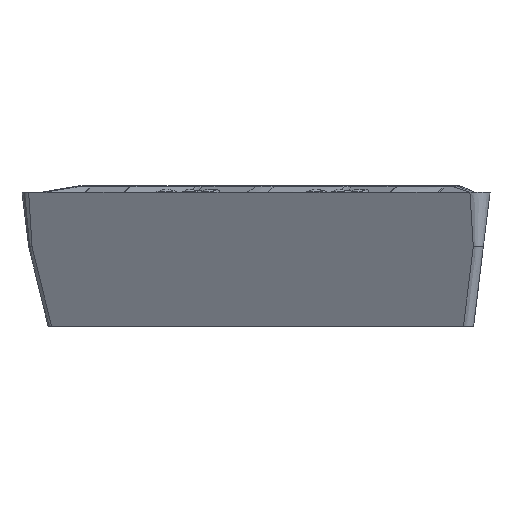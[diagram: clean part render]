
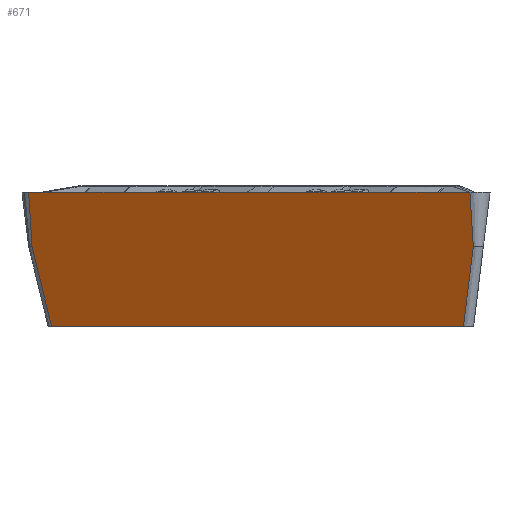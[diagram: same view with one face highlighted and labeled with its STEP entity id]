
A CAD part, left-side view. The second image highlights one B-rep face of the part: STEP entity #671.
In plain terms, the highlighted planar face has unit normal (-0.86, 0.496, -0.122).
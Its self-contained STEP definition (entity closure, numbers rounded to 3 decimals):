
#124=PLANE('',#3968);
#404=FACE_OUTER_BOUND('',#1053,.T.);
#646=(
BOUNDED_CURVE()
B_SPLINE_CURVE(3,(#6581,#6582,#6583,#6584),.UNSPECIFIED.,.F.,.F.)
B_SPLINE_CURVE_WITH_KNOTS((4,4),(0.,1.),.UNSPECIFIED.)
CURVE()
GEOMETRIC_REPRESENTATION_ITEM()
RATIONAL_B_SPLINE_CURVE((1.,1.,1.,1.))
REPRESENTATION_ITEM('')
);
#648=(
BOUNDED_CURVE()
B_SPLINE_CURVE(3,(#6602,#6603,#6604,#6605),.UNSPECIFIED.,.F.,.F.)
B_SPLINE_CURVE_WITH_KNOTS((4,4),(0.,1.),.UNSPECIFIED.)
CURVE()
GEOMETRIC_REPRESENTATION_ITEM()
RATIONAL_B_SPLINE_CURVE((1.,1.,1.,1.))
REPRESENTATION_ITEM('')
);
#671=ADVANCED_FACE('',(#404),#124,.T.);
#945=LINE('',#6529,#996);
#952=LINE('',#6633,#1003);
#953=LINE('',#6635,#1004);
#996=VECTOR('',#4211,1.);
#1003=VECTOR('',#4224,1.);
#1004=VECTOR('',#4227,1.);
#1053=EDGE_LOOP('',(#1541,#1542,#1543,#1544,#1545,#1546,#1547,#1548,#1549,
#1550,#1551,#1552,#1553));
#1541=ORIENTED_EDGE('',*,*,#3111,.T.);
#1542=ORIENTED_EDGE('',*,*,#3123,.F.);
#1543=ORIENTED_EDGE('',*,*,#3131,.T.);
#1544=ORIENTED_EDGE('',*,*,#2953,.F.);
#1545=ORIENTED_EDGE('',*,*,#2952,.F.);
#1546=ORIENTED_EDGE('',*,*,#2951,.F.);
#1547=ORIENTED_EDGE('',*,*,#2950,.F.);
#1548=ORIENTED_EDGE('',*,*,#2949,.F.);
#1549=ORIENTED_EDGE('',*,*,#2948,.F.);
#1550=ORIENTED_EDGE('',*,*,#2947,.F.);
#1551=ORIENTED_EDGE('',*,*,#2946,.F.);
#1552=ORIENTED_EDGE('',*,*,#3130,.F.);
#1553=ORIENTED_EDGE('',*,*,#3121,.F.);
#2539=VERTEX_POINT('',#4699);
#2561=VERTEX_POINT('',#4805);
#2562=VERTEX_POINT('',#4810);
#2563=VERTEX_POINT('',#4815);
#2564=VERTEX_POINT('',#4820);
#2565=VERTEX_POINT('',#4825);
#2566=VERTEX_POINT('',#4830);
#2567=VERTEX_POINT('',#4835);
#2568=VERTEX_POINT('',#4840);
#2726=VERTEX_POINT('',#6530);
#2727=VERTEX_POINT('',#6531);
#2732=VERTEX_POINT('',#6571);
#2736=VERTEX_POINT('',#6601);
#2946=EDGE_CURVE('',#2561,#2562,#3568,.T.);
#2947=EDGE_CURVE('',#2562,#2563,#3569,.T.);
#2948=EDGE_CURVE('',#2563,#2564,#3570,.T.);
#2949=EDGE_CURVE('',#2564,#2565,#3571,.T.);
#2950=EDGE_CURVE('',#2565,#2566,#3572,.T.);
#2951=EDGE_CURVE('',#2566,#2567,#3573,.T.);
#2952=EDGE_CURVE('',#2567,#2568,#3574,.T.);
#2953=EDGE_CURVE('',#2568,#2539,#3575,.T.);
#3111=EDGE_CURVE('',#2726,#2727,#945,.T.);
#3121=EDGE_CURVE('',#2726,#2732,#646,.T.);
#3123=EDGE_CURVE('',#2736,#2727,#648,.T.);
#3130=EDGE_CURVE('',#2732,#2561,#952,.T.);
#3131=EDGE_CURVE('',#2736,#2539,#953,.T.);
#3568=B_SPLINE_CURVE_WITH_KNOTS('',3,(#4806,#4807,#4808,#4809),
 .UNSPECIFIED.,.F.,.F.,(4,4),(0.,1.),.UNSPECIFIED.);
#3569=B_SPLINE_CURVE_WITH_KNOTS('',3,(#4811,#4812,#4813,#4814),
 .UNSPECIFIED.,.F.,.F.,(4,4),(0.,1.),.UNSPECIFIED.);
#3570=B_SPLINE_CURVE_WITH_KNOTS('',3,(#4816,#4817,#4818,#4819),
 .UNSPECIFIED.,.F.,.F.,(4,4),(0.,1.),.UNSPECIFIED.);
#3571=B_SPLINE_CURVE_WITH_KNOTS('',3,(#4821,#4822,#4823,#4824),
 .UNSPECIFIED.,.F.,.F.,(4,4),(0.,1.),.UNSPECIFIED.);
#3572=B_SPLINE_CURVE_WITH_KNOTS('',3,(#4826,#4827,#4828,#4829),
 .UNSPECIFIED.,.F.,.F.,(4,4),(0.,1.),.UNSPECIFIED.);
#3573=B_SPLINE_CURVE_WITH_KNOTS('',3,(#4831,#4832,#4833,#4834),
 .UNSPECIFIED.,.F.,.F.,(4,4),(0.,1.),.UNSPECIFIED.);
#3574=B_SPLINE_CURVE_WITH_KNOTS('',3,(#4836,#4837,#4838,#4839),
 .UNSPECIFIED.,.F.,.F.,(4,4),(0.,1.),.UNSPECIFIED.);
#3575=B_SPLINE_CURVE_WITH_KNOTS('',3,(#4841,#4842,#4843,#4844),
 .UNSPECIFIED.,.F.,.F.,(4,4),(0.,1.),.UNSPECIFIED.);
#3968=AXIS2_PLACEMENT_3D('',#6636,#4228,#4229);
#4211=DIRECTION('',(-0.5,-0.866,0.));
#4224=DIRECTION('',(-0.106,0.061,0.993));
#4227=DIRECTION('',(-0.106,0.061,0.993));
#4228=DIRECTION('',(-0.86,0.496,-0.122));
#4229=DIRECTION('',(-0.5,-0.866,0.));
#4699=CARTESIAN_POINT('',(-7.905,-4.167,-0.2));
#4805=CARTESIAN_POINT('',(-0.344,8.93,-0.2));
#4806=CARTESIAN_POINT('',(-0.344,8.93,-0.2));
#4807=CARTESIAN_POINT('',(-0.594,8.496,-0.2));
#4808=CARTESIAN_POINT('',(-0.844,8.063,-0.2));
#4809=CARTESIAN_POINT('',(-1.094,7.63,-0.2));
#4810=CARTESIAN_POINT('',(-1.094,7.63,-0.2));
#4811=CARTESIAN_POINT('',(-1.094,7.63,-0.2));
#4812=CARTESIAN_POINT('',(-1.344,7.197,-0.2));
#4813=CARTESIAN_POINT('',(-1.594,6.764,-0.2));
#4814=CARTESIAN_POINT('',(-1.844,6.331,-0.2));
#4815=CARTESIAN_POINT('',(-1.844,6.331,-0.2));
#4816=CARTESIAN_POINT('',(-1.844,6.331,-0.2));
#4817=CARTESIAN_POINT('',(-2.177,5.754,-0.2));
#4818=CARTESIAN_POINT('',(-2.51,5.177,-0.2));
#4819=CARTESIAN_POINT('',(-2.844,4.599,-0.2));
#4820=CARTESIAN_POINT('',(-2.844,4.599,-0.2));
#4821=CARTESIAN_POINT('',(-2.844,4.599,-0.2));
#4822=CARTESIAN_POINT('',(-3.271,3.86,-0.2));
#4823=CARTESIAN_POINT('',(-3.698,3.121,-0.2));
#4824=CARTESIAN_POINT('',(-4.124,2.381,-0.2));
#4825=CARTESIAN_POINT('',(-4.124,2.381,-0.2));
#4826=CARTESIAN_POINT('',(-4.124,2.381,-0.2));
#4827=CARTESIAN_POINT('',(-4.551,1.642,-0.2));
#4828=CARTESIAN_POINT('',(-4.978,0.903,-0.2));
#4829=CARTESIAN_POINT('',(-5.405,0.163,-0.2));
#4830=CARTESIAN_POINT('',(-5.405,0.163,-0.2));
#4831=CARTESIAN_POINT('',(-5.405,0.163,-0.2));
#4832=CARTESIAN_POINT('',(-5.738,-0.414,-0.2));
#4833=CARTESIAN_POINT('',(-6.072,-0.992,-0.2));
#4834=CARTESIAN_POINT('',(-6.405,-1.569,-0.2));
#4835=CARTESIAN_POINT('',(-6.405,-1.569,-0.2));
#4836=CARTESIAN_POINT('',(-6.405,-1.569,-0.2));
#4837=CARTESIAN_POINT('',(-6.655,-2.002,-0.2));
#4838=CARTESIAN_POINT('',(-6.905,-2.435,-0.2));
#4839=CARTESIAN_POINT('',(-7.155,-2.868,-0.2));
#4840=CARTESIAN_POINT('',(-7.155,-2.868,-0.2));
#4841=CARTESIAN_POINT('',(-7.155,-2.868,-0.2));
#4842=CARTESIAN_POINT('',(-7.405,-3.301,-0.2));
#4843=CARTESIAN_POINT('',(-7.655,-3.734,-0.2));
#4844=CARTESIAN_POINT('',(-7.905,-4.167,-0.2));
#6529=CARTESIAN_POINT('',(-7.483,-4.411,-4.17));
#6530=CARTESIAN_POINT('',(-0.173,8.25,-4.17));
#6531=CARTESIAN_POINT('',(-7.231,-3.975,-4.17));
#6571=CARTESIAN_POINT('',(-0.173,8.831,-1.804));
#6581=CARTESIAN_POINT('',(-0.173,8.25,-4.17));
#6582=CARTESIAN_POINT('',(-0.173,8.444,-3.381));
#6583=CARTESIAN_POINT('',(-0.173,8.637,-2.593));
#6584=CARTESIAN_POINT('',(-0.173,8.831,-1.804));
#6601=CARTESIAN_POINT('',(-7.734,-4.266,-1.804));
#6602=CARTESIAN_POINT('',(-7.734,-4.265,-1.804));
#6603=CARTESIAN_POINT('',(-7.567,-4.169,-2.593));
#6604=CARTESIAN_POINT('',(-7.399,-4.072,-3.381));
#6605=CARTESIAN_POINT('',(-7.231,-3.975,-4.17));
#6633=CARTESIAN_POINT('',(-0.344,8.93,-0.2));
#6635=CARTESIAN_POINT('',(-7.905,-4.167,-0.2));
#6636=CARTESIAN_POINT('',(-7.905,-4.167,-0.2));
